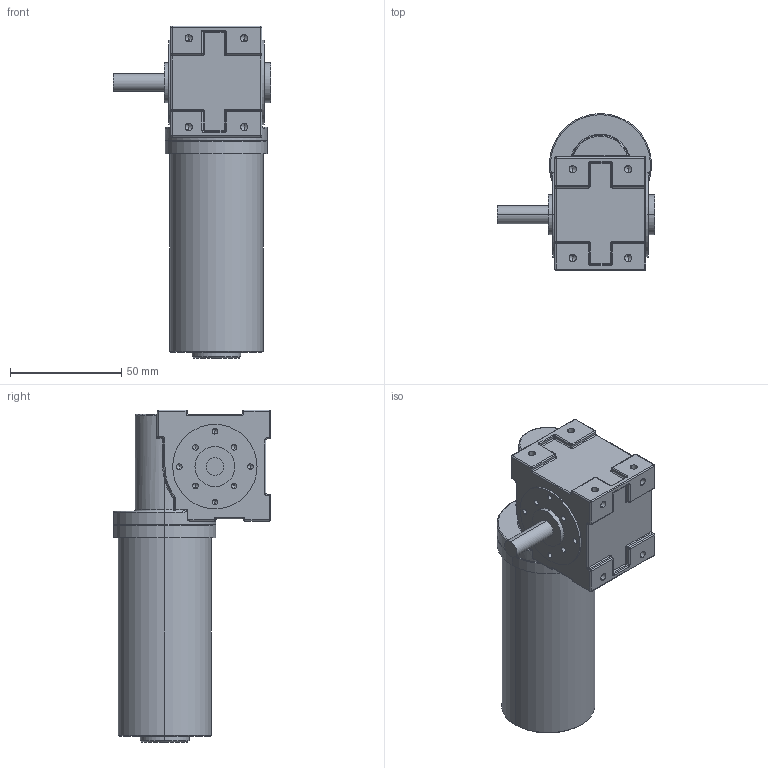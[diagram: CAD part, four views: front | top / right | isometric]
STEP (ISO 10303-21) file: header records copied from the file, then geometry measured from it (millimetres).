
FILE_DESCRIPTION (( 'STEP AP214' ), '1' );
FILE_NAME ('SN15GP_28W_3000Upm_2.STEP', '2021-01-19T10:38:23', ( '' ), ( '' ), 'SwSTEP 2.0', 'SolidWorks 2019', '' );
FILE_SCHEMA (( 'AUTOMOTIVE_DESIGN' ));
Length unit declared in the file: millimetre
Products named in the file (3): SN15GP_28W_3000Upm_2; SN15-2_Welle2; 15-M-002 I 28W_3000Upm
Assembly tree (2 placements, depth 2):
  SN15GP_28W_3000Upm_2
    SN15-2_Welle2
    15-M-002 I 28W_3000Upm
Bounding box: 71 x 70.62 x 149.5 mm (x, y, z)
Volume: 252180.1 mm3; surface area: 36505.4 mm2
Topology: 2 solids, 2 shells, 427 faces, 1005 edges, 515 vertices
Faces by surface type: cylinder 212, cone 68, plane 55, sphere 40, torus 38, bspline 14
Entity records: 12403 total; most frequent: CARTESIAN_POINT 2602, DIRECTION 2125, ORIENTED_EDGE 1808, EDGE_CURVE 904, AXIS2_PLACEMENT_3D 866, VERTEX_POINT 515, EDGE_LOOP 465, CIRCLE 448
